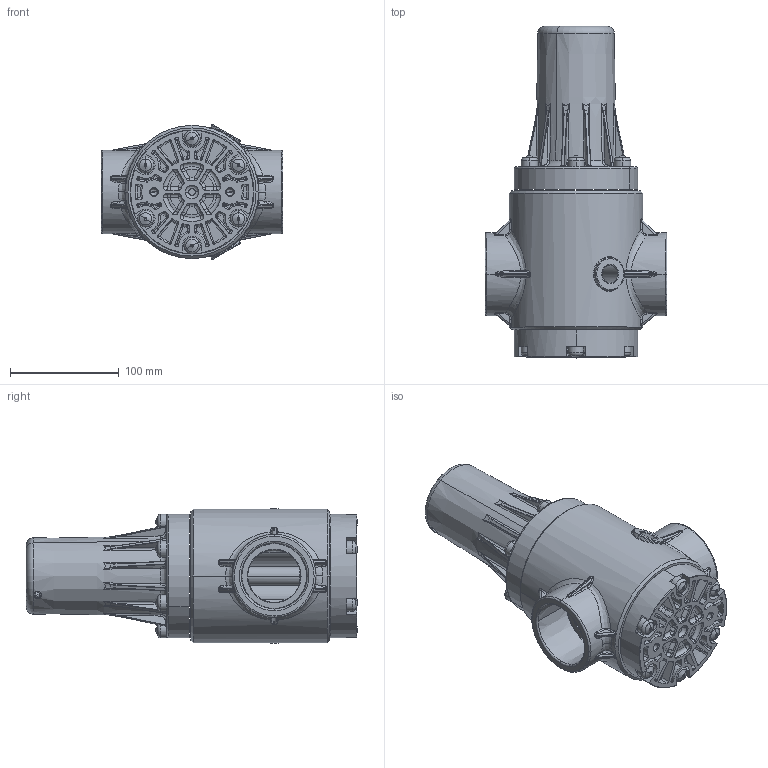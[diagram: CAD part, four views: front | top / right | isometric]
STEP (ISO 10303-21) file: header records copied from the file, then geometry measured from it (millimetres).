
FILE_DESCRIPTION((''),'2;1');
FILE_NAME('ASM0003_SW0001','2013-10-15T',('Engineering'),(''),'PRO/ENGINEER BY PARAMETRIC TECHNOLOGY CORPORATION, 2013050','PRO/ENGINEER BY PARAMETRIC TECHNOLOGY CORPORATION, 2013050','');
FILE_SCHEMA(('CONFIG_CONTROL_DESIGN'));
Length unit declared in the file: inch
Products named in the file (1): ASM0003_SW0001
Bounding box: 166.88 x 304.66 x 123.65 mm (x, y, z)
Surface area: 229678.4 mm2 (no closed solid volume)
Topology: 0 solids, 56 shells, 1391 faces, 5097 edges, 3521 vertices
Faces by surface type: cylinder 473, bspline 286, plane 249, torus 240, sphere 90, cone 53
Entity records: 70056 total; most frequent: CARTESIAN_POINT 30131, ORIENTED_EDGE 7972, DIRECTION 7930, EDGE_CURVE 5005, VERTEX_POINT 3521, AXIS2_PLACEMENT_3D 2998, VECTOR 1934, LINE 1934
